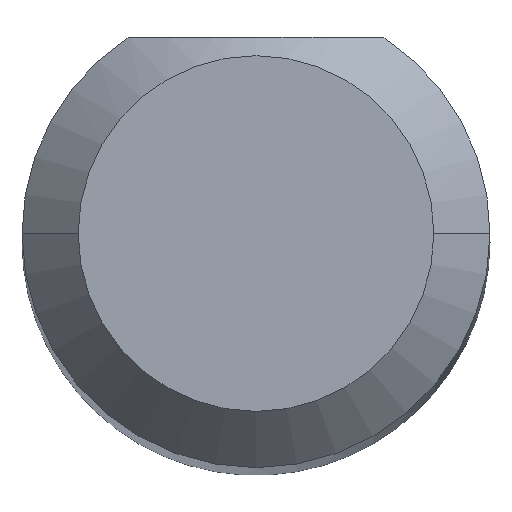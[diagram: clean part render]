
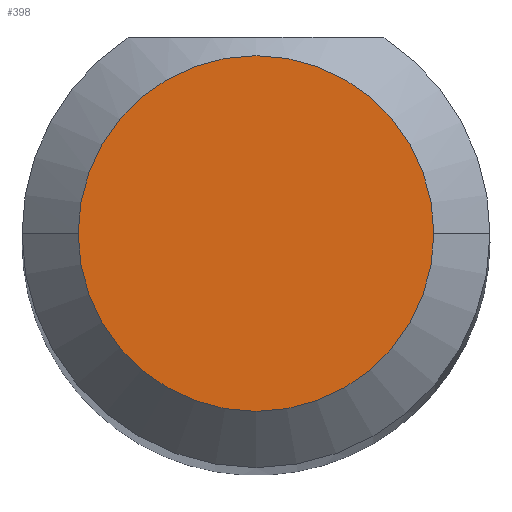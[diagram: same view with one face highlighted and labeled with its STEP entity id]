
A CAD part, top view. The second image highlights one B-rep face of the part: STEP entity #398.
In plain terms, the highlighted planar face has unit normal (0, 0, 1).
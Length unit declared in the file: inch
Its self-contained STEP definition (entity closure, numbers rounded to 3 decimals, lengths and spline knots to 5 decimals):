
#5 = AXIS2_PLACEMENT_3D ( 'NONE', #381, #203, #292 ) ;
#11 = DIRECTION ( 'NONE',  ( 1., 0., 0. ) ) ;
#49 = FACE_OUTER_BOUND ( 'NONE', #64, .T. ) ;
#64 = EDGE_LOOP ( 'NONE', ( #397, #496 ) ) ;
#88 = CIRCLE ( 'NONE', #234, 0.0475 ) ;
#122 = CARTESIAN_POINT ( 'NONE',  ( 0., 0., 1.5 ) ) ;
#171 = DIRECTION ( 'NONE',  ( 0., 0., 1. ) ) ;
#172 = CARTESIAN_POINT ( 'NONE',  ( -0.0475, 0., 1.5 ) ) ;
#184 = AXIS2_PLACEMENT_3D ( 'NONE', #249, #171, #347 ) ;
#203 = DIRECTION ( 'NONE',  ( 0., 0., 1. ) ) ;
#207 = PLANE ( 'NONE',  #5 ) ;
#234 = AXIS2_PLACEMENT_3D ( 'NONE', #122, #385, #11 ) ;
#246 = CARTESIAN_POINT ( 'NONE',  ( 0.0475, 0., 1.5 ) ) ;
#249 = CARTESIAN_POINT ( 'NONE',  ( 0., 0., 1.5 ) ) ;
#263 = EDGE_CURVE ( 'NONE', #438, #383, #423, .T. ) ;
#292 = DIRECTION ( 'NONE',  ( 1., 0., 0. ) ) ;
#347 = DIRECTION ( 'NONE',  ( 1., 0., 0. ) ) ;
#381 = CARTESIAN_POINT ( 'NONE',  ( 0., 0., 1.5 ) ) ;
#383 = VERTEX_POINT ( 'NONE', #246 ) ;
#385 = DIRECTION ( 'NONE',  ( 0., 0., 1. ) ) ;
#397 = ORIENTED_EDGE ( 'NONE', *, *, #263, .T. ) ;
#398 = ADVANCED_FACE ( 'NONE', ( #49 ), #207, .T. ) ;
#423 = CIRCLE ( 'NONE', #184, 0.0475 ) ;
#438 = VERTEX_POINT ( 'NONE', #172 ) ;
#446 = EDGE_CURVE ( 'NONE', #383, #438, #88, .T. ) ;
#496 = ORIENTED_EDGE ( 'NONE', *, *, #446, .T. ) ;
